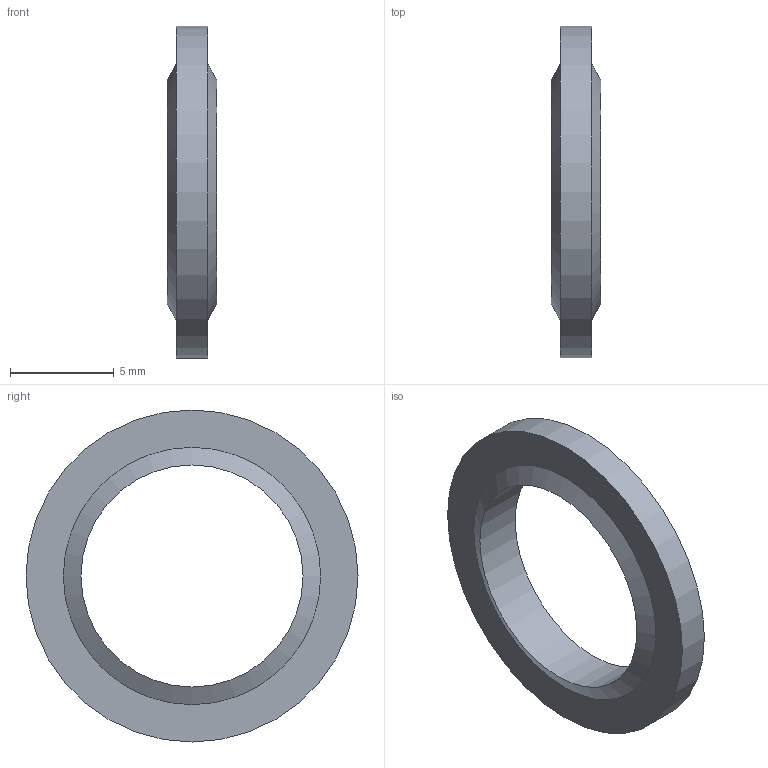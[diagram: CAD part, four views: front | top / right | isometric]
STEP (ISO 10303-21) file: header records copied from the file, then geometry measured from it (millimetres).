
FILE_DESCRIPTION((''),'2;1');
FILE_NAME('738110.stp','2014-09-05T14:08:34',(''),('KNOMI spol. s r. o.'),'Autodesk Inventor 2012','Autodesk Inventor 2012','');
FILE_SCHEMA(('AUTOMOTIVE_DESIGN { 1 2 10303 214 0 1 1 1 }'));
Length unit declared in the file: millimetre
Products named in the file (1): Těsnění USIT  M10 10.7x16x1
Bounding box: 2.4 x 16 x 16 mm (x, y, z)
Volume: 180.3 mm3; surface area: 386.5 mm2
Topology: 1 solids, 1 shells, 6 faces, 12 edges, 10 vertices
Faces by surface type: cylinder 2, plane 2, cone 2
Full cylindrical faces by diameter (mm): 10.7 x1, 16 x1
Entity records: 195 total; most frequent: DIRECTION 28, CARTESIAN_POINT 23, AXIS2_PLACEMENT_3D 13, ORIENTED_EDGE 12, EDGE_LOOP 12, VERTEX_POINT 6, CIRCLE 6, EDGE_CURVE 6
